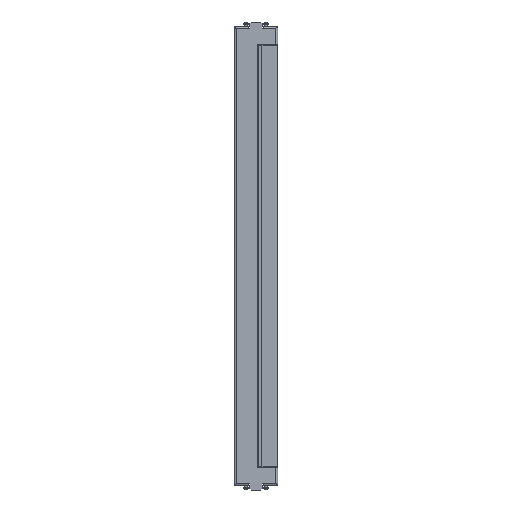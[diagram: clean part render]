
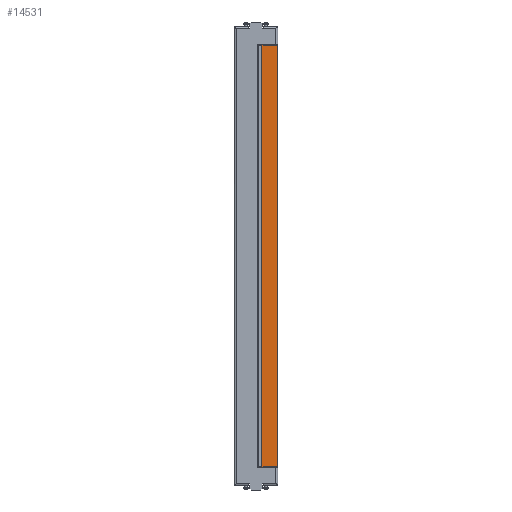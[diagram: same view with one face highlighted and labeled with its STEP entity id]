
A CAD part, left-side view. The second image highlights one B-rep face of the part: STEP entity #14531.
In plain terms, the highlighted face is planar.
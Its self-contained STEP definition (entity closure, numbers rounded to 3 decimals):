
#72 = EDGE_CURVE ( 'NONE', #12000, #11698, #10402, .T. ) ;
#987 = EDGE_CURVE ( 'NONE', #12206, #4309, #10764, .T. ) ;
#1935 = VECTOR ( 'NONE', #8076, 1000. ) ;
#2489 = AXIS2_PLACEMENT_3D ( 'NONE', #8731, #14838, #11322 ) ;
#4015 = VECTOR ( 'NONE', #8565, 1000. ) ;
#4309 = VERTEX_POINT ( 'NONE', #10120 ) ;
#4324 = ORIENTED_EDGE ( 'NONE', *, *, #72, .F. ) ;
#5062 = CARTESIAN_POINT ( 'NONE',  ( -475., -13., -2. ) ) ;
#5778 = LINE ( 'NONE', #9306, #15064 ) ;
#6205 = EDGE_CURVE ( 'NONE', #4309, #11698, #6424, .T. ) ;
#6424 = LINE ( 'NONE', #14087, #11068 ) ;
#6780 = CARTESIAN_POINT ( 'NONE',  ( 475., -13., -2. ) ) ;
#7331 = EDGE_CURVE ( 'NONE', #12206, #12000, #5778, .T. ) ;
#8076 = DIRECTION ( 'NONE',  ( -1., 0., 0. ) ) ;
#8565 = DIRECTION ( 'NONE',  ( -1., 0., 0. ) ) ;
#8679 = ORIENTED_EDGE ( 'NONE', *, *, #6205, .T. ) ;
#8731 = CARTESIAN_POINT ( 'NONE',  ( 475., -48., -3.528 ) ) ;
#9306 = CARTESIAN_POINT ( 'NONE',  ( 475., -48., -3.528 ) ) ;
#9366 = CARTESIAN_POINT ( 'NONE',  ( 475., -13., -2. ) ) ;
#9848 = PLANE ( 'NONE',  #2489 ) ;
#10120 = CARTESIAN_POINT ( 'NONE',  ( -475., -48., -3.528 ) ) ;
#10131 = FACE_OUTER_BOUND ( 'NONE', #15260, .T. ) ;
#10402 = LINE ( 'NONE', #6780, #1935 ) ;
#10764 = LINE ( 'NONE', #13203, #4015 ) ;
#11068 = VECTOR ( 'NONE', #15321, 1000. ) ;
#11322 = DIRECTION ( 'NONE',  ( 0., -0.999, -0.044 ) ) ;
#11698 = VERTEX_POINT ( 'NONE', #5062 ) ;
#12000 = VERTEX_POINT ( 'NONE', #9366 ) ;
#12206 = VERTEX_POINT ( 'NONE', #14893 ) ;
#12777 = ORIENTED_EDGE ( 'NONE', *, *, #7331, .F. ) ;
#13203 = CARTESIAN_POINT ( 'NONE',  ( 475., -48., -3.528 ) ) ;
#14087 = CARTESIAN_POINT ( 'NONE',  ( -475., -48., -3.528 ) ) ;
#14282 = DIRECTION ( 'NONE',  ( 0., 0.999, 0.044 ) ) ;
#14531 = ADVANCED_FACE ( 'NONE', ( #10131 ), #9848, .F. ) ;
#14750 = ORIENTED_EDGE ( 'NONE', *, *, #987, .T. ) ;
#14838 = DIRECTION ( 'NONE',  ( 0., -0.044, 0.999 ) ) ;
#14893 = CARTESIAN_POINT ( 'NONE',  ( 475., -48., -3.528 ) ) ;
#15064 = VECTOR ( 'NONE', #14282, 1000. ) ;
#15260 = EDGE_LOOP ( 'NONE', ( #8679, #4324, #12777, #14750 ) ) ;
#15321 = DIRECTION ( 'NONE',  ( 0., 0.999, 0.044 ) ) ;
